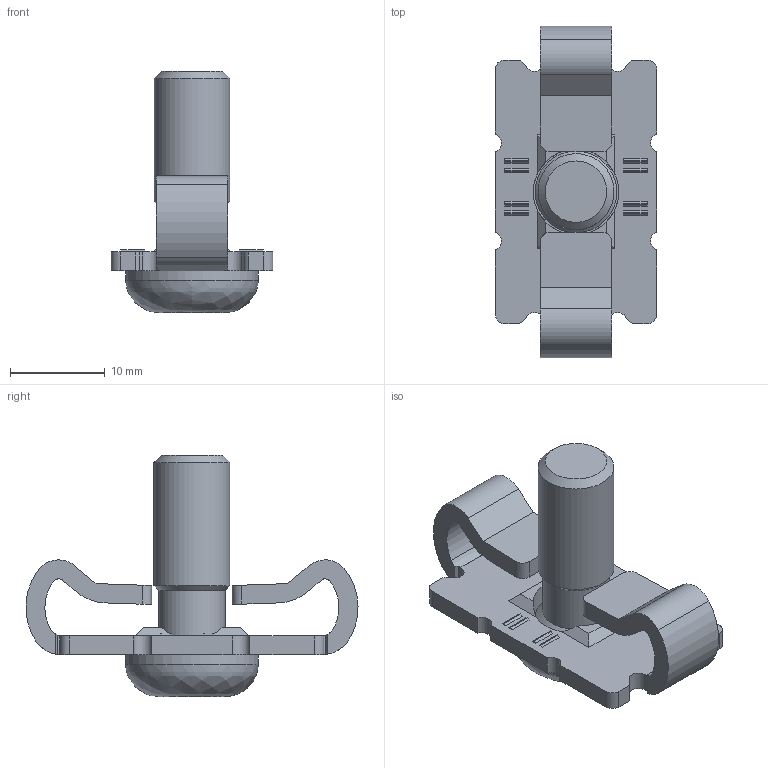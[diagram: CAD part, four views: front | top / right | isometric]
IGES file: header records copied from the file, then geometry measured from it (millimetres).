
Global section: file name: 105321; native system: Autodesk Inventor 2021; preprocessor: unknown; author: aluteckkpl_kk; date: 20230130.123528; units: millimetre
Bounding box: 17 x 34.98 x 25.4 mm (x, y, z)
Volume: 2934.8 mm3; surface area: 2855 mm2
Topology: 2 solids, 2 shells, 141 faces, 385 edges, 258 vertices
Faces by surface type: bspline 141
